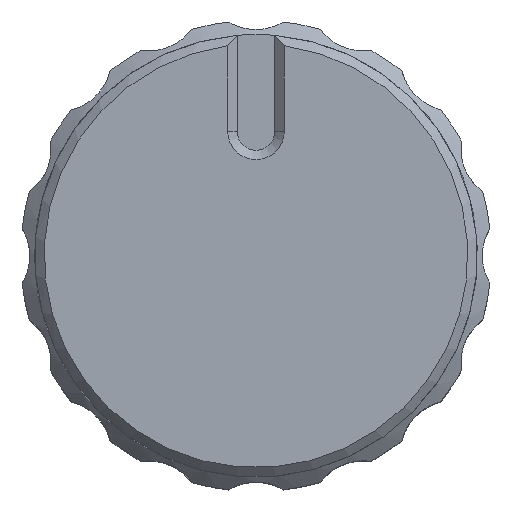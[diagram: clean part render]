
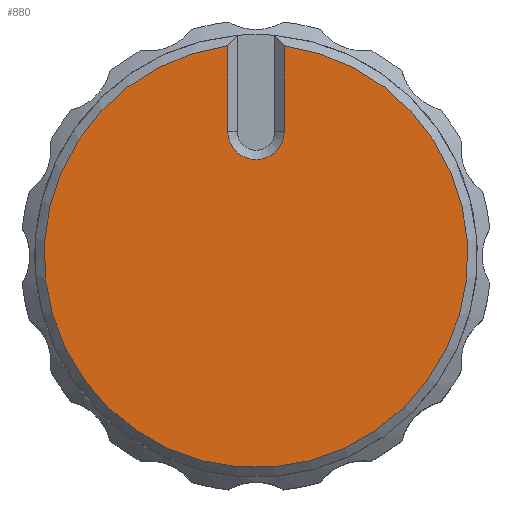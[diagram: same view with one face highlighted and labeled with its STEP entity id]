
A CAD part, top view. The second image highlights one B-rep face of the part: STEP entity #880.
In plain terms, the highlighted planar face has unit normal (0, 0, 1).
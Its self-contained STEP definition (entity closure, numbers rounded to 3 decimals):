
#26=LINE('',#1440,#66);
#28=LINE('',#1453,#68);
#66=VECTOR('',#1075,10.);
#68=VECTOR('',#1085,10.);
#102=PLANE('',#948);
#210=FACE_OUTER_BOUND('',#270,.T.);
#270=EDGE_LOOP('',(#646,#647,#648,#649));
#335=CIRCLE('',#944,1.5);
#337=CIRCLE('',#949,11.25);
#394=VERTEX_POINT('',#1431);
#397=VERTEX_POINT('',#1438);
#399=VERTEX_POINT('',#1444);
#401=VERTEX_POINT('',#1449);
#492=EDGE_CURVE('',#397,#394,#26,.T.);
#495=EDGE_CURVE('',#399,#397,#335,.T.);
#497=EDGE_CURVE('',#401,#399,#28,.T.);
#500=EDGE_CURVE('',#394,#401,#337,.T.);
#646=ORIENTED_EDGE('',*,*,#497,.F.);
#647=ORIENTED_EDGE('',*,*,#500,.F.);
#648=ORIENTED_EDGE('',*,*,#492,.F.);
#649=ORIENTED_EDGE('',*,*,#495,.F.);
#880=ADVANCED_FACE('',(#210),#102,.T.);
#944=AXIS2_PLACEMENT_3D('',#1446,#1081,#1082);
#948=AXIS2_PLACEMENT_3D('',#1457,#1091,#1092);
#949=AXIS2_PLACEMENT_3D('',#1458,#1093,#1094);
#1075=DIRECTION('',(0.,1.,0.));
#1081=DIRECTION('center_axis',(0.,0.,1.));
#1082=DIRECTION('ref_axis',(0.707,-0.707,0.));
#1085=DIRECTION('',(0.,-1.,0.));
#1091=DIRECTION('center_axis',(0.,0.,1.));
#1092=DIRECTION('ref_axis',(1.,0.,0.));
#1093=DIRECTION('center_axis',(0.,0.,-1.));
#1094=DIRECTION('ref_axis',(1.,0.,0.));
#1431=CARTESIAN_POINT('',(1.5,11.15,12.81));
#1438=CARTESIAN_POINT('',(1.5,6.602,12.81));
#1440=CARTESIAN_POINT('',(1.5,6.642,12.81));
#1444=CARTESIAN_POINT('',(-1.5,6.602,12.81));
#1446=CARTESIAN_POINT('Origin',(0.,6.602,12.81));
#1449=CARTESIAN_POINT('',(-1.5,11.15,12.81));
#1453=CARTESIAN_POINT('',(-1.5,2.801,12.81));
#1457=CARTESIAN_POINT('Origin',(0.,0.,12.81));
#1458=CARTESIAN_POINT('Origin',(0.,0.,12.81));
